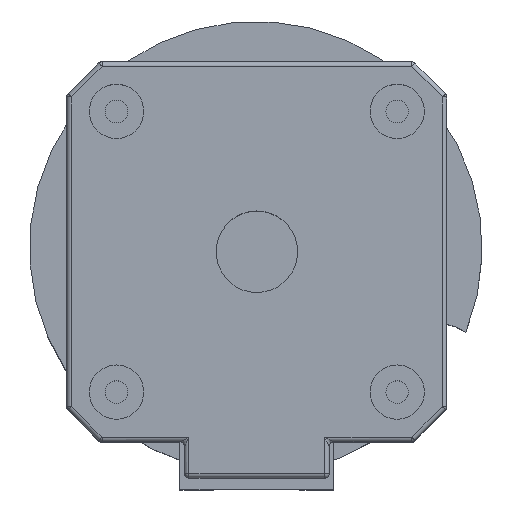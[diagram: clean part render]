
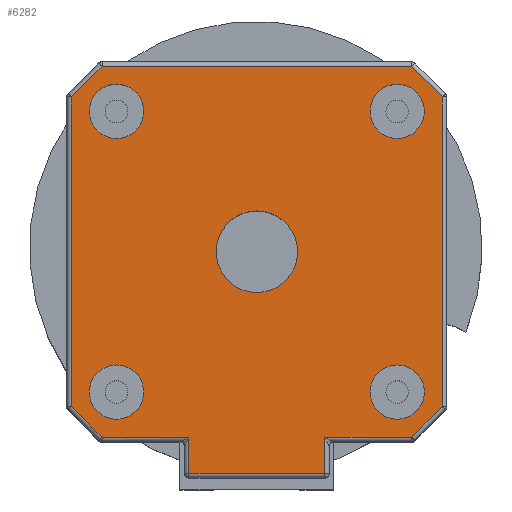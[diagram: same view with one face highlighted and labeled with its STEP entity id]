
A CAD part, top view. The second image highlights one B-rep face of the part: STEP entity #6282.
In plain terms, the highlighted face is planar.
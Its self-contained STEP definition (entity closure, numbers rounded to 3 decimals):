
#407=FACE_BOUND('',#990,.T.);
#408=FACE_BOUND('',#991,.T.);
#409=FACE_BOUND('',#992,.T.);
#410=FACE_BOUND('',#993,.T.);
#411=FACE_BOUND('',#994,.T.);
#453=PLANE('',#6725);
#600=FACE_OUTER_BOUND('',#989,.T.);
#989=EDGE_LOOP('',(#4203,#4204,#4205,#4206,#4207,#4208,#4209,#4210,#4211,
#4212,#4213,#4214));
#990=EDGE_LOOP('',(#4215));
#991=EDGE_LOOP('',(#4216));
#992=EDGE_LOOP('',(#4217));
#993=EDGE_LOOP('',(#4218));
#994=EDGE_LOOP('',(#4219));
#1443=LINE('',#9063,#1919);
#1444=LINE('',#9065,#1920);
#1445=LINE('',#9067,#1921);
#1446=LINE('',#9069,#1922);
#1447=LINE('',#9071,#1923);
#1448=LINE('',#9073,#1924);
#1449=LINE('',#9075,#1925);
#1450=LINE('',#9077,#1926);
#1451=LINE('',#9079,#1927);
#1452=LINE('',#9081,#1928);
#1453=LINE('',#9083,#1929);
#1454=LINE('',#9084,#1930);
#1919=VECTOR('',#7411,1000.);
#1920=VECTOR('',#7412,1000.);
#1921=VECTOR('',#7413,1000.);
#1922=VECTOR('',#7414,1000.);
#1923=VECTOR('',#7415,1000.);
#1924=VECTOR('',#7416,1000.);
#1925=VECTOR('',#7417,1000.);
#1926=VECTOR('',#7418,1000.);
#1927=VECTOR('',#7419,1000.);
#1928=VECTOR('',#7420,1000.);
#1929=VECTOR('',#7421,1000.);
#1930=VECTOR('',#7422,1000.);
#2354=CIRCLE('',#6691,4.5);
#2362=CIRCLE('',#6703,3.);
#2364=CIRCLE('',#6706,3.);
#2366=CIRCLE('',#6709,3.);
#2370=CIRCLE('',#6715,3.);
#2554=VERTEX_POINT('',#8932);
#2562=VERTEX_POINT('',#8956);
#2564=VERTEX_POINT('',#8962);
#2566=VERTEX_POINT('',#8968);
#2570=VERTEX_POINT('',#8980);
#2605=VERTEX_POINT('',#9061);
#2606=VERTEX_POINT('',#9062);
#2607=VERTEX_POINT('',#9064);
#2608=VERTEX_POINT('',#9066);
#2609=VERTEX_POINT('',#9068);
#2610=VERTEX_POINT('',#9070);
#2611=VERTEX_POINT('',#9072);
#2612=VERTEX_POINT('',#9074);
#2613=VERTEX_POINT('',#9076);
#2614=VERTEX_POINT('',#9078);
#2615=VERTEX_POINT('',#9080);
#2616=VERTEX_POINT('',#9082);
#3170=EDGE_CURVE('',#2554,#2554,#2354,.T.);
#3182=EDGE_CURVE('',#2562,#2562,#2362,.T.);
#3185=EDGE_CURVE('',#2564,#2564,#2364,.T.);
#3188=EDGE_CURVE('',#2566,#2566,#2366,.T.);
#3194=EDGE_CURVE('',#2570,#2570,#2370,.T.);
#3229=EDGE_CURVE('',#2605,#2606,#1443,.T.);
#3230=EDGE_CURVE('',#2606,#2607,#1444,.T.);
#3231=EDGE_CURVE('',#2607,#2608,#1445,.T.);
#3232=EDGE_CURVE('',#2608,#2609,#1446,.T.);
#3233=EDGE_CURVE('',#2609,#2610,#1447,.T.);
#3234=EDGE_CURVE('',#2610,#2611,#1448,.T.);
#3235=EDGE_CURVE('',#2611,#2612,#1449,.T.);
#3236=EDGE_CURVE('',#2612,#2613,#1450,.T.);
#3237=EDGE_CURVE('',#2613,#2614,#1451,.T.);
#3238=EDGE_CURVE('',#2614,#2615,#1452,.T.);
#3239=EDGE_CURVE('',#2615,#2616,#1453,.T.);
#3240=EDGE_CURVE('',#2616,#2605,#1454,.T.);
#4203=ORIENTED_EDGE('',*,*,#3229,.T.);
#4204=ORIENTED_EDGE('',*,*,#3230,.T.);
#4205=ORIENTED_EDGE('',*,*,#3231,.T.);
#4206=ORIENTED_EDGE('',*,*,#3232,.T.);
#4207=ORIENTED_EDGE('',*,*,#3233,.T.);
#4208=ORIENTED_EDGE('',*,*,#3234,.T.);
#4209=ORIENTED_EDGE('',*,*,#3235,.T.);
#4210=ORIENTED_EDGE('',*,*,#3236,.T.);
#4211=ORIENTED_EDGE('',*,*,#3237,.T.);
#4212=ORIENTED_EDGE('',*,*,#3238,.T.);
#4213=ORIENTED_EDGE('',*,*,#3239,.T.);
#4214=ORIENTED_EDGE('',*,*,#3240,.T.);
#4215=ORIENTED_EDGE('',*,*,#3170,.F.);
#4216=ORIENTED_EDGE('',*,*,#3188,.F.);
#4217=ORIENTED_EDGE('',*,*,#3185,.F.);
#4218=ORIENTED_EDGE('',*,*,#3182,.F.);
#4219=ORIENTED_EDGE('',*,*,#3194,.F.);
#6282=ADVANCED_FACE('',(#600,#407,#408,#409,#410,#411),#453,.T.);
#6691=AXIS2_PLACEMENT_3D('',#8934,#7299,#7300);
#6703=AXIS2_PLACEMENT_3D('',#8958,#7327,#7328);
#6706=AXIS2_PLACEMENT_3D('',#8964,#7334,#7335);
#6709=AXIS2_PLACEMENT_3D('',#8970,#7341,#7342);
#6715=AXIS2_PLACEMENT_3D('',#8982,#7355,#7356);
#6725=AXIS2_PLACEMENT_3D('',#9060,#7409,#7410);
#7299=DIRECTION('center_axis',(0.,1.,0.));
#7300=DIRECTION('ref_axis',(0.,0.,1.));
#7327=DIRECTION('center_axis',(0.,1.,0.));
#7328=DIRECTION('ref_axis',(0.,0.,1.));
#7334=DIRECTION('center_axis',(0.,1.,0.));
#7335=DIRECTION('ref_axis',(0.,0.,1.));
#7341=DIRECTION('center_axis',(0.,1.,0.));
#7342=DIRECTION('ref_axis',(0.,0.,1.));
#7355=DIRECTION('center_axis',(0.,1.,0.));
#7356=DIRECTION('ref_axis',(0.,0.,1.));
#7409=DIRECTION('center_axis',(0.,1.,0.));
#7410=DIRECTION('ref_axis',(0.,0.,1.));
#7411=DIRECTION('',(1.,0.,0.));
#7412=DIRECTION('',(0.,0.,-1.));
#7413=DIRECTION('',(1.,0.,0.));
#7414=DIRECTION('',(0.707,0.,-0.707));
#7415=DIRECTION('',(0.,0.,-1.));
#7416=DIRECTION('',(-0.707,0.,-0.707));
#7417=DIRECTION('',(-1.,0.,0.));
#7418=DIRECTION('',(-0.707,0.,0.707));
#7419=DIRECTION('',(0.,0.,1.));
#7420=DIRECTION('',(0.707,0.,0.707));
#7421=DIRECTION('',(1.,0.,0.));
#7422=DIRECTION('',(0.,0.,1.));
#8932=CARTESIAN_POINT('',(0.,9.6,-4.5));
#8934=CARTESIAN_POINT('Origin',(0.,9.6,0.));
#8956=CARTESIAN_POINT('',(-15.5,9.6,12.5));
#8958=CARTESIAN_POINT('Origin',(-15.5,9.6,15.5));
#8962=CARTESIAN_POINT('',(15.5,9.6,12.5));
#8964=CARTESIAN_POINT('Origin',(15.5,9.6,15.5));
#8968=CARTESIAN_POINT('',(15.5,9.6,-18.5));
#8970=CARTESIAN_POINT('Origin',(15.5,9.6,-15.5));
#8980=CARTESIAN_POINT('',(-15.5,9.6,-18.5));
#8982=CARTESIAN_POINT('Origin',(-15.5,9.6,-15.5));
#9060=CARTESIAN_POINT('Origin',(0.,9.6,0.));
#9061=CARTESIAN_POINT('',(-7.5,9.6,24.5));
#9062=CARTESIAN_POINT('',(7.5,9.6,24.5));
#9063=CARTESIAN_POINT('',(8.,9.6,24.5));
#9064=CARTESIAN_POINT('',(7.5,9.6,20.5));
#9065=CARTESIAN_POINT('',(7.5,9.6,21.));
#9066=CARTESIAN_POINT('',(17.093,9.6,20.5));
#9067=CARTESIAN_POINT('',(17.3,9.6,20.5));
#9068=CARTESIAN_POINT('',(20.5,9.6,17.093));
#9069=CARTESIAN_POINT('',(18.796,9.6,18.796));
#9070=CARTESIAN_POINT('',(20.5,9.6,-17.093));
#9071=CARTESIAN_POINT('',(20.5,9.6,-17.3));
#9072=CARTESIAN_POINT('',(17.093,9.6,-20.5));
#9073=CARTESIAN_POINT('',(18.796,9.6,-18.796));
#9074=CARTESIAN_POINT('',(-17.093,9.6,-20.5));
#9075=CARTESIAN_POINT('',(-17.3,9.6,-20.5));
#9076=CARTESIAN_POINT('',(-20.5,9.6,-17.093));
#9077=CARTESIAN_POINT('',(-18.796,9.6,-18.796));
#9078=CARTESIAN_POINT('',(-20.5,9.6,17.093));
#9079=CARTESIAN_POINT('',(-20.5,9.6,17.3));
#9080=CARTESIAN_POINT('',(-17.093,9.6,20.5));
#9081=CARTESIAN_POINT('',(-18.796,9.6,18.796));
#9082=CARTESIAN_POINT('',(-7.5,9.6,20.5));
#9083=CARTESIAN_POINT('',(-8.,9.6,20.5));
#9084=CARTESIAN_POINT('',(-7.5,9.6,25.));
